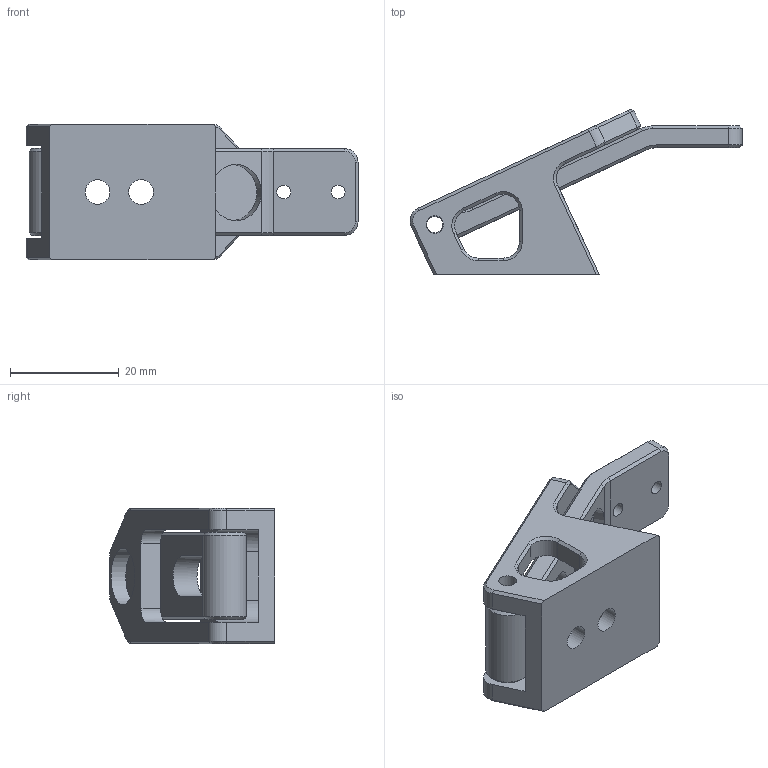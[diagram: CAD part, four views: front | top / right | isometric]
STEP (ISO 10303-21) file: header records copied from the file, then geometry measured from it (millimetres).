
FILE_DESCRIPTION(/* description */ (''),/* implementation_level */ '2;1');
FILE_NAME(/* name */ 'Turn 992 GT3 R DIY Sifter.step',/* time_stamp */ '2022-10-12T22:49:26+02:00',/* author */ (''),/* organization */ (''),/* preprocessor_version */ 'ST-DEVELOPER v19',/* originating_system */ 'Autodesk Translation Framework v11.7.0.108',/* authorisation */ '');
FILE_SCHEMA (('AUTOMOTIVE_DESIGN { 1 0 10303 214 3 1 1 }'));
Length unit declared in the file: millimetre
Products named in the file (2): Turn 992 GT3 R DIY; Shifter2
Assembly tree (1 placements, depth 2):
  Turn 992 GT3 R DIY
    Shifter2
Bounding box: 61.05 x 30.35 x 25 mm (x, y, z)
Volume: 10276.6 mm3; surface area: 7733.7 mm2
Topology: 2 solids, 2 shells, 142 faces, 349 edges, 212 vertices
Faces by surface type: plane 69, cylinder 41, cone 32
Full cylindrical faces by diameter (mm): 1.623 x2, 2.4 x2, 2.529 x2, 3 x1, 3.2 x2, 4.5 x1, 4.558 x1, 10.35 x2
Entity records: 4365 total; most frequent: DIRECTION 751, CARTESIAN_POINT 741, ORIENTED_EDGE 698, EDGE_CURVE 349, AXIS2_PLACEMENT_3D 260, LINE 231, VECTOR 231, VERTEX_POINT 212
